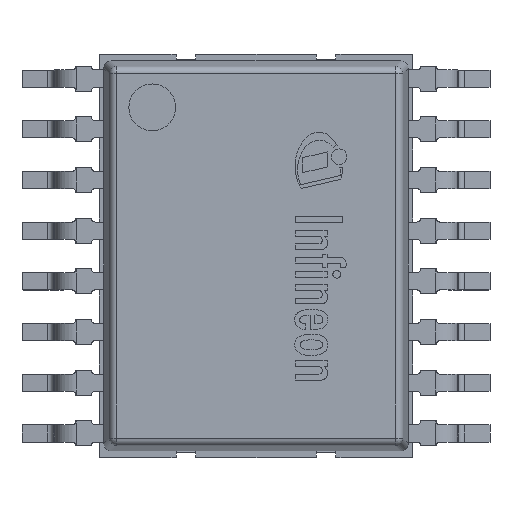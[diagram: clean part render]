
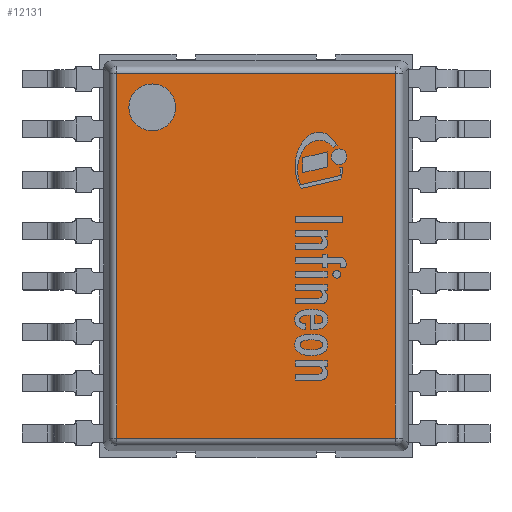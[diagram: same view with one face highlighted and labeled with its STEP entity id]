
A CAD part, top view. The second image highlights one B-rep face of the part: STEP entity #12131.
In plain terms, the highlighted planar face has unit normal (0, 0, 1).
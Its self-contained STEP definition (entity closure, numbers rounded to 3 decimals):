
#146=FACE_BOUND('',#1306,.T.);
#153=PLANE('',#12876);
#607=FACE_OUTER_BOUND('',#1305,.T.);
#1305=EDGE_LOOP('',(#8183,#8184,#8185,#8186));
#1306=EDGE_LOOP('',(#8187));
#1996=LINE('',#17795,#3267);
#1998=LINE('',#17803,#3269);
#2000=LINE('',#17811,#3271);
#2002=LINE('',#17822,#3273);
#3267=VECTOR('',#14078,1.);
#3269=VECTOR('',#14086,1.);
#3271=VECTOR('',#14094,1.);
#3273=VECTOR('',#14110,1.);
#4550=CIRCLE('',#12877,0.3);
#5055=VERTEX_POINT('',#17792);
#5056=VERTEX_POINT('',#17794);
#5059=VERTEX_POINT('',#17802);
#5062=VERTEX_POINT('',#17810);
#5071=VERTEX_POINT('',#17849);
#6281=EDGE_CURVE('',#5055,#5056,#1996,.T.);
#6285=EDGE_CURVE('',#5056,#5059,#1998,.T.);
#6289=EDGE_CURVE('',#5059,#5062,#2000,.T.);
#6295=EDGE_CURVE('',#5062,#5055,#2002,.T.);
#6309=EDGE_CURVE('',#5071,#5071,#4550,.T.);
#8183=ORIENTED_EDGE('',*,*,#6281,.F.);
#8184=ORIENTED_EDGE('',*,*,#6295,.F.);
#8185=ORIENTED_EDGE('',*,*,#6289,.F.);
#8186=ORIENTED_EDGE('',*,*,#6285,.F.);
#8187=ORIENTED_EDGE('',*,*,#6309,.T.);
#12131=ADVANCED_FACE('',(#607,#146),#153,.T.);
#12876=AXIS2_PLACEMENT_3D('',#17848,#14141,#14142);
#12877=AXIS2_PLACEMENT_3D('',#17850,#14143,#14144);
#14078=DIRECTION('',(-1.,0.,0.));
#14086=DIRECTION('',(0.,1.,0.));
#14094=DIRECTION('',(1.,0.,0.));
#14110=DIRECTION('',(0.,-1.,0.));
#14141=DIRECTION('center_axis',(0.,0.,1.));
#14142=DIRECTION('ref_axis',(0.,-1.,0.));
#14143=DIRECTION('center_axis',(0.,0.,-1.));
#14144=DIRECTION('ref_axis',(0.,-1.,0.));
#17792=CARTESIAN_POINT('',(1.785,-2.335,1.2));
#17794=CARTESIAN_POINT('',(-1.785,-2.335,1.2));
#17795=CARTESIAN_POINT('',(0.975,-2.335,1.2));
#17802=CARTESIAN_POINT('',(-1.785,2.335,1.2));
#17803=CARTESIAN_POINT('',(-1.785,-1.25,1.2));
#17810=CARTESIAN_POINT('',(1.785,2.335,1.2));
#17811=CARTESIAN_POINT('',(-0.975,2.335,1.2));
#17822=CARTESIAN_POINT('',(1.785,1.25,1.2));
#17848=CARTESIAN_POINT('Origin',(0.,0.,1.2));
#17849=CARTESIAN_POINT('',(-1.33,2.205,1.2));
#17850=CARTESIAN_POINT('Origin',(-1.33,1.905,1.2));
